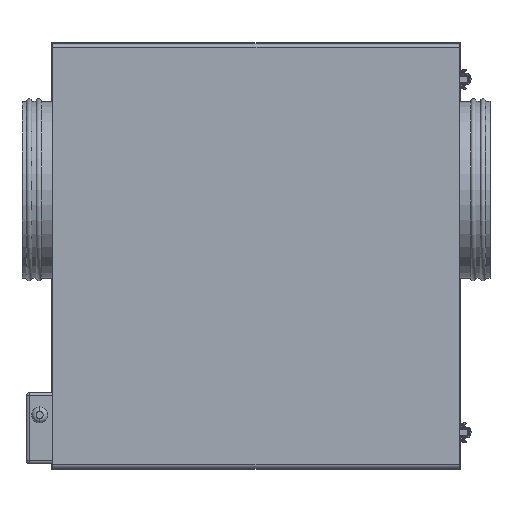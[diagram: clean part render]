
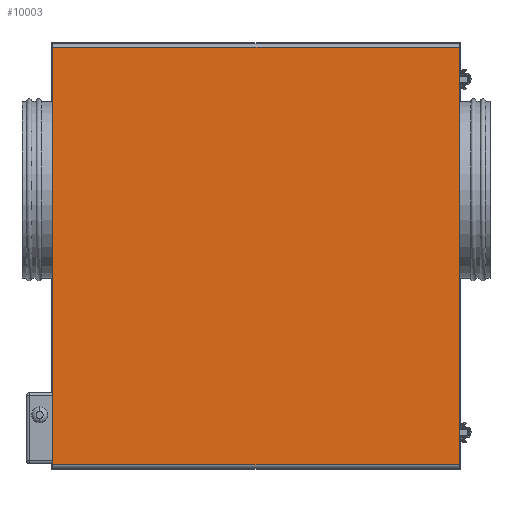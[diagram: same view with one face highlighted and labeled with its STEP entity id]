
A CAD part, front view. The second image highlights one B-rep face of the part: STEP entity #10003.
In plain terms, the highlighted planar face has unit normal (0, -1, 0).
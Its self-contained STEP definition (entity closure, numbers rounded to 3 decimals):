
#1444 = DIRECTION ( 'NONE',  ( -1., 0., 0. ) ) ;
#1445 = VECTOR ( 'NONE', #1444, 1000. ) ;
#1447 = CARTESIAN_POINT ( 'NONE',  ( -230., 0., 3.737 ) ) ;
#1453 = LINE ( 'NONE', #1447, #1445 ) ;
#1580 = AXIS2_PLACEMENT_3D ( 'NONE', #1696, #1694, #1693 ) ;
#1583 = PLANE ( 'NONE',  #1580 ) ;
#1692 = CARTESIAN_POINT ( 'NONE',  ( 230., 0., 476.263 ) ) ;
#1693 = DIRECTION ( 'NONE',  ( 0., 0., 1. ) ) ;
#1694 = DIRECTION ( 'NONE',  ( 0., 1., 0. ) ) ;
#1696 = CARTESIAN_POINT ( 'NONE',  ( -230., 0., 480. ) ) ;
#1727 = FACE_OUTER_BOUND ( 'NONE', #9741, .T. ) ;
#2062 = CARTESIAN_POINT ( 'NONE',  ( -230., 0., 476.263 ) ) ;
#2176 = DIRECTION ( 'NONE',  ( 0., 0., 1. ) ) ;
#2177 = VECTOR ( 'NONE', #2176, 1000. ) ;
#2178 = CARTESIAN_POINT ( 'NONE',  ( 230., 0., 480. ) ) ;
#2179 = LINE ( 'NONE', #2178, #2177 ) ;
#2290 = DIRECTION ( 'NONE',  ( -1., 0., 0. ) ) ;
#2291 = VECTOR ( 'NONE', #2290, 1000. ) ;
#2292 = CARTESIAN_POINT ( 'NONE',  ( 230., 0., 476.263 ) ) ;
#2293 = LINE ( 'NONE', #2292, #2291 ) ;
#2367 = CARTESIAN_POINT ( 'NONE',  ( 230., 0., 3.737 ) ) ;
#2467 = CARTESIAN_POINT ( 'NONE',  ( -230., 0., 3.737 ) ) ;
#3034 = DIRECTION ( 'NONE',  ( 0., 0., -1. ) ) ;
#3036 = VECTOR ( 'NONE', #3034, 1000. ) ;
#3037 = CARTESIAN_POINT ( 'NONE',  ( -230., 0., 480. ) ) ;
#3038 = LINE ( 'NONE', #3037, #3036 ) ;
#9645 = VERTEX_POINT ( 'NONE', #2062 ) ;
#9689 = VERTEX_POINT ( 'NONE', #2467 ) ;
#9699 = VERTEX_POINT ( 'NONE', #2367 ) ;
#9700 = ORIENTED_EDGE ( 'NONE', *, *, #9701, .T. ) ;
#9701 = EDGE_CURVE ( 'NONE', #9699, #10004, #2179, .T. ) ;
#9741 = EDGE_LOOP ( 'NONE', ( #9742, #10005, #9968, #9700 ) ) ;
#9742 = ORIENTED_EDGE ( 'NONE', *, *, #9743, .T. ) ;
#9743 = EDGE_CURVE ( 'NONE', #10004, #9645, #2293, .T. ) ;
#9822 = EDGE_CURVE ( 'NONE', #9645, #9689, #3038, .T. ) ;
#9968 = ORIENTED_EDGE ( 'NONE', *, *, #10019, .F. ) ;
#10003 = ADVANCED_FACE ( 'NONE', ( #1727 ), #1583, .F. ) ;
#10004 = VERTEX_POINT ( 'NONE', #1692 ) ;
#10005 = ORIENTED_EDGE ( 'NONE', *, *, #9822, .T. ) ;
#10019 = EDGE_CURVE ( 'NONE', #9699, #9689, #1453, .T. ) ;
